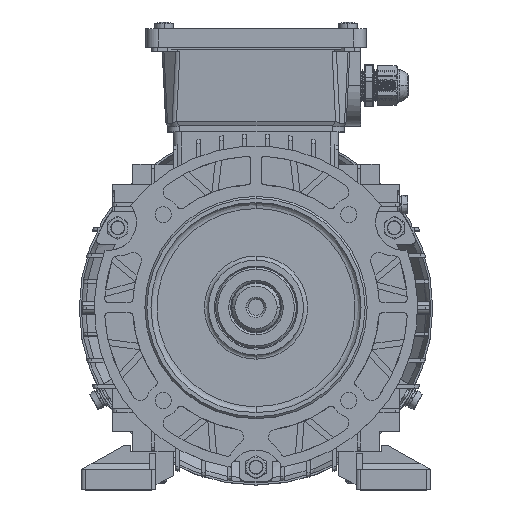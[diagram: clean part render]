
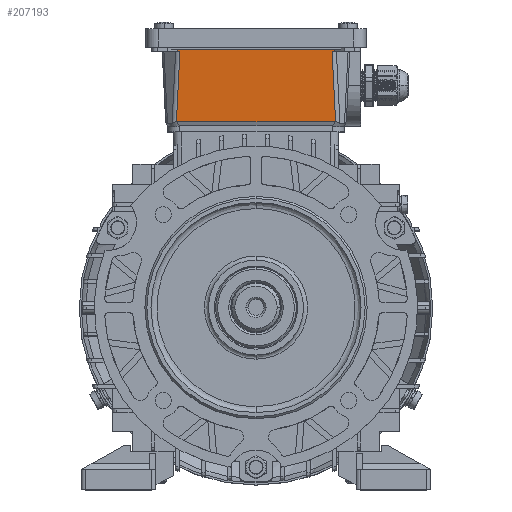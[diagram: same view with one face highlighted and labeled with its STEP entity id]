
A CAD part, top view. The second image highlights one B-rep face of the part: STEP entity #207193.
In plain terms, the highlighted planar face has unit normal (0, -0.05, 0.999).
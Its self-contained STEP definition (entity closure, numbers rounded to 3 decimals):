
#1230 = CARTESIAN_POINT ( 'NONE',  ( -41.074, 148.888, 128.691 ) ) ;
#3321 = DIRECTION ( 'NONE',  ( -1., 0., 0. ) ) ;
#6420 = CARTESIAN_POINT ( 'NONE',  ( -14.667, 147.911, 128.642 ) ) ;
#19420 = DIRECTION ( 'NONE',  ( -1., 0., 0. ) ) ;
#22640 = VECTOR ( 'NONE', #3321, 1000. ) ;
#25339 = VERTEX_POINT ( 'NONE', #1230 ) ;
#29135 = LINE ( 'NONE', #318806, #273491 ) ;
#31307 = LINE ( 'NONE', #154713, #157627 ) ;
#34213 = LINE ( 'NONE', #164978, #118311 ) ;
#36840 = CARTESIAN_POINT ( 'NONE',  ( -115.121, 221.665, 132.33 ) ) ;
#40418 = VECTOR ( 'NONE', #194803, 1000. ) ;
#43739 = CARTESIAN_POINT ( 'NONE',  ( -119.313, 112.913, 126.893 ) ) ;
#46219 = CARTESIAN_POINT ( 'NONE',  ( -119.302, 113.128, 126.903 ) ) ;
#48917 = LINE ( 'NONE', #6420, #40418 ) ;
#50148 = ORIENTED_EDGE ( 'NONE', *, *, #233017, .T. ) ;
#52102 = CARTESIAN_POINT ( 'NONE',  ( -117.563, 147.911, 128.642 ) ) ;
#54243 = PLANE ( 'NONE',  #275608 ) ;
#58296 = CARTESIAN_POINT ( 'NONE',  ( -119.202, 112.911, 126.892 ) ) ;
#74143 = DIRECTION ( 'NONE',  ( 1., 0., 0. ) ) ;
#75269 = LINE ( 'NONE', #46219, #172155 ) ;
#84719 = EDGE_CURVE ( 'NONE', #272600, #25339, #29135, .T. ) ;
#86101 = ORIENTED_EDGE ( 'NONE', *, *, #268040, .T. ) ;
#87703 = ORIENTED_EDGE ( 'NONE', *, *, #291384, .T. ) ;
#90493 = VECTOR ( 'NONE', #74143, 1000. ) ;
#93296 = DIRECTION ( 'NONE',  ( 0.05, 0.998, 0.05 ) ) ;
#94020 = EDGE_CURVE ( 'NONE', #300330, #272600, #162108, .T. ) ;
#99192 = DIRECTION ( 'NONE',  ( -0.05, -0.998, -0.05 ) ) ;
#99487 = LINE ( 'NONE', #36840, #179563 ) ;
#106276 = VERTEX_POINT ( 'NONE', #316097 ) ;
#115689 = EDGE_CURVE ( 'NONE', #334336, #224740, #186808, .T. ) ;
#116118 = CARTESIAN_POINT ( 'NONE',  ( -42.271, 147.911, 128.642 ) ) ;
#118311 = VECTOR ( 'NONE', #326349, 1000. ) ;
#127572 = FACE_OUTER_BOUND ( 'NONE', #158680, .T. ) ;
#129574 = CARTESIAN_POINT ( 'NONE',  ( -119.239, 112.911, 126.892 ) ) ;
#135466 = CARTESIAN_POINT ( 'NONE',  ( -14.667, 216.655, 132.08 ) ) ;
#150990 = CARTESIAN_POINT ( 'NONE',  ( -40.595, 112.911, 126.892 ) ) ;
#154713 = CARTESIAN_POINT ( 'NONE',  ( -14.667, 148.888, 128.691 ) ) ;
#157627 = VECTOR ( 'NONE', #19420, 1000. ) ;
#158680 = EDGE_LOOP ( 'NONE', ( #335057, #283241, #298958, #50148, #337726, #329090, #86101, #165573, #162444, #87703 ) ) ;
#159118 = EDGE_CURVE ( 'NONE', #341968, #106276, #99487, .T. ) ;
#159330 = CARTESIAN_POINT ( 'NONE',  ( -40.521, 112.913, 126.893 ) ) ;
#160936 = VERTEX_POINT ( 'NONE', #159330 ) ;
#162108 = LINE ( 'NONE', #264899, #90493 ) ;
#162444 = ORIENTED_EDGE ( 'NONE', *, *, #84719, .T. ) ;
#164978 = CARTESIAN_POINT ( 'NONE',  ( -45.631, 215.11, 132.002 ) ) ;
#165573 = ORIENTED_EDGE ( 'NONE', *, *, #94020, .T. ) ;
#168372 = EDGE_CURVE ( 'NONE', #334336, #160936, #229520, .T. ) ;
#172155 = VECTOR ( 'NONE', #99192, 1000. ) ;
#179563 = VECTOR ( 'NONE', #93296, 1000. ) ;
#185312 = CARTESIAN_POINT ( 'NONE',  ( -119.313, 112.913, 126.893 ) ) ;
#186808 = LINE ( 'NONE', #247045, #22640 ) ;
#194803 = DIRECTION ( 'NONE',  ( 1., 0., 0. ) ) ;
#207193 = ADVANCED_FACE ( 'NONE', ( #127572 ), #54243, .F. ) ;
#213445 = CARTESIAN_POINT ( 'NONE',  ( -40.631, 112.911, 126.892 ) ) ;
#214885 = EDGE_CURVE ( 'NONE', #334253, #230205, #75269, .T. ) ;
#220043 = EDGE_CURVE ( 'NONE', #341968, #334253, #48917, .T. ) ;
#224740 = VERTEX_POINT ( 'NONE', #58296 ) ;
#229520 =( BOUNDED_CURVE ( )  B_SPLINE_CURVE ( 3, ( #285361, #150990, #308900, #284204 ),
 .UNSPECIFIED., .F., .F. ) 
 B_SPLINE_CURVE_WITH_KNOTS ( ( 4, 4 ),
 ( 3.305, 3.321 ),
 .UNSPECIFIED. ) 
 CURVE ( )  GEOMETRIC_REPRESENTATION_ITEM ( )  RATIONAL_B_SPLINE_CURVE ( ( 1., 1., 1., 1. ) ) 
 REPRESENTATION_ITEM ( '' )  );
#230205 = VERTEX_POINT ( 'NONE', #185312 ) ;
#232211 = CARTESIAN_POINT ( 'NONE',  ( -119.202, 112.911, 126.892 ) ) ;
#233017 = EDGE_CURVE ( 'NONE', #230205, #224740, #259400, .T. ) ;
#237611 = DIRECTION ( 'NONE',  ( -0.05, 0.998, 0.05 ) ) ;
#242675 = DIRECTION ( 'NONE',  ( 0., 0.05, -0.999 ) ) ;
#247045 = CARTESIAN_POINT ( 'NONE',  ( -14.667, 112.911, 126.892 ) ) ;
#259400 =( BOUNDED_CURVE ( )  B_SPLINE_CURVE ( 3, ( #43739, #316883, #129574, #232211 ),
 .UNSPECIFIED., .F., .F. ) 
 B_SPLINE_CURVE_WITH_KNOTS ( ( 4, 4 ),
 ( 6.103, 6.12 ),
 .UNSPECIFIED. ) 
 CURVE ( )  GEOMETRIC_REPRESENTATION_ITEM ( )  RATIONAL_B_SPLINE_CURVE ( ( 1., 1., 1., 1. ) ) 
 REPRESENTATION_ITEM ( '' )  );
#264899 = CARTESIAN_POINT ( 'NONE',  ( -14.667, 147.911, 128.642 ) ) ;
#268040 = EDGE_CURVE ( 'NONE', #160936, #300330, #34213, .T. ) ;
#272600 = VERTEX_POINT ( 'NONE', #336121 ) ;
#273491 = VECTOR ( 'NONE', #237611, 1000. ) ;
#275608 = AXIS2_PLACEMENT_3D ( 'NONE', #135466, #242675, #323876 ) ;
#283241 = ORIENTED_EDGE ( 'NONE', *, *, #220043, .T. ) ;
#284204 = CARTESIAN_POINT ( 'NONE',  ( -40.521, 112.913, 126.893 ) ) ;
#285361 = CARTESIAN_POINT ( 'NONE',  ( -40.631, 112.911, 126.892 ) ) ;
#291384 = EDGE_CURVE ( 'NONE', #25339, #106276, #31307, .T. ) ;
#298958 = ORIENTED_EDGE ( 'NONE', *, *, #214885, .T. ) ;
#300330 = VERTEX_POINT ( 'NONE', #116118 ) ;
#305024 = CARTESIAN_POINT ( 'NONE',  ( -118.809, 147.911, 128.642 ) ) ;
#308900 = CARTESIAN_POINT ( 'NONE',  ( -40.558, 112.911, 126.892 ) ) ;
#316097 = CARTESIAN_POINT ( 'NONE',  ( -118.76, 148.888, 128.691 ) ) ;
#316883 = CARTESIAN_POINT ( 'NONE',  ( -119.276, 112.911, 126.892 ) ) ;
#318806 = CARTESIAN_POINT ( 'NONE',  ( -44.388, 215.172, 132.005 ) ) ;
#323876 = DIRECTION ( 'NONE',  ( 0., -0.999, -0.05 ) ) ;
#326349 = DIRECTION ( 'NONE',  ( -0.05, 0.998, 0.05 ) ) ;
#329090 = ORIENTED_EDGE ( 'NONE', *, *, #168372, .T. ) ;
#334253 = VERTEX_POINT ( 'NONE', #52102 ) ;
#334336 = VERTEX_POINT ( 'NONE', #213445 ) ;
#335057 = ORIENTED_EDGE ( 'NONE', *, *, #159118, .F. ) ;
#336121 = CARTESIAN_POINT ( 'NONE',  ( -41.025, 147.911, 128.642 ) ) ;
#337726 = ORIENTED_EDGE ( 'NONE', *, *, #115689, .F. ) ;
#341968 = VERTEX_POINT ( 'NONE', #305024 ) ;
